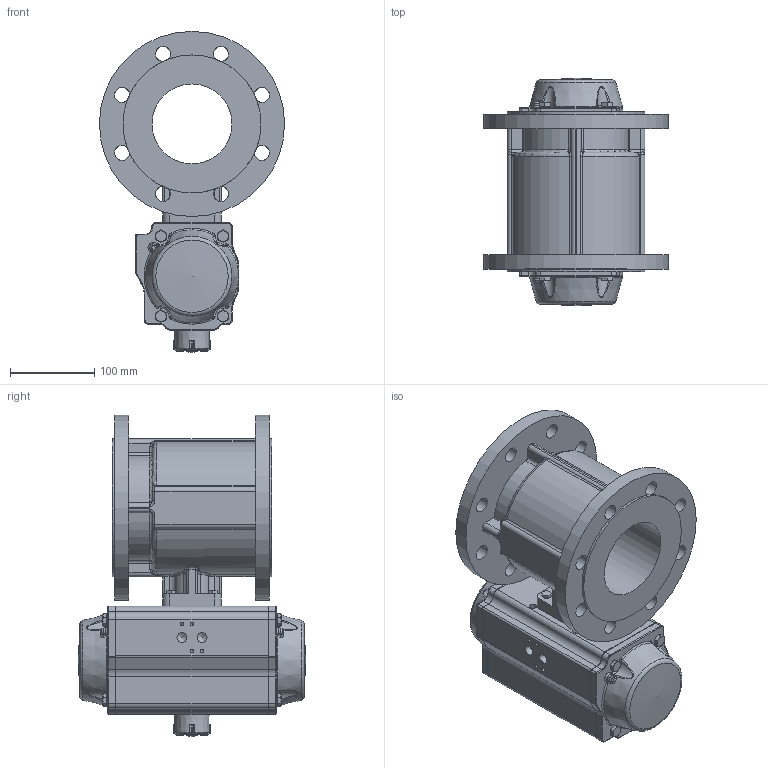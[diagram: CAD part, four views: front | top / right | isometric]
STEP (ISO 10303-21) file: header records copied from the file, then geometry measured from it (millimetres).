
FILE_DESCRIPTION(/* description */ ('Unknown'),/* implementation_level */ '2;1');
FILE_NAME(/* name */ 'DW06 0909-12',/* time_stamp */ '2022-11-15T10:36:00+01:00',/* author */ ('Unknown'),/* organization */ ('Unknown'),/* preprocessor_version */ 'ST-DEVELOPER v16.7',/* originating_system */ 'Solid Edge',/* authorisation */ 'Unknown');
FILE_SCHEMA (('AUTOMOTIVE_DESIGN {1 0 10303 214 3 1 1}'));
Length unit declared in the file: millimetre
Products named in the file (13): DW160-4.150_160.100; 4.150_160.100; DIN558_M_6x30.1.3; DW06_FR05_(DW160_FR119); ____; ________(___________; _____________; ______; Deckel 1; hexagon head bolts--product grade c gb_GB_FASTENER_BOLT_HHBC M8X40-N; cup head nib bolts with large head gb_GB_FASTENER_BOLT_CHNBW M6X25-N; KP-100; Deckel 2
Assembly tree (24 placements, depth 4):
  DW160-4.150_160.100
    4.150_160.100
    DIN558_M_6x30.1.3  x4
    DW06_FR05_(DW160_FR119)
      ____
        ________(___________  x2
        _____________  x2
        ______
      Deckel 1
      hexagon head bolts--product grade c gb_GB_FASTENER_BOLT_HHBC M8X40-N  x8
      cup head nib bolts with large head gb_GB_FASTENER_BOLT_CHNBW M6X25-N
      KP-100
      Deckel 2
Bounding box: 220 x 270.2 x 381.81 mm (x, y, z)
Volume: 6311048.1 mm3; surface area: 529234.1 mm2
Topology: 22 solids, 23 shells, 1269 faces, 3056 edges, 1833 vertices
Faces by surface type: cylinder 412, plane 405, bspline 184, cone 128, torus 127, sphere 13
Full cylindrical faces by diameter (mm): 2.6 x2, 3 x16, 3.3 x8, 4.2 x8, 4.66 x1, 5 x1, 6 x5, 6.2 x1, 6.647 x2, 6.8 x16, 8 x8, 8.5 x8, 11.8 x2, 18 x16, 24.6 x2, 26.8 x1, 37.2 x1, 38.5 x1, 45 x1, 95 x1, 164 x2, 220 x2
Entity records: 35707 total; most frequent: CARTESIAN_POINT 12326, DIRECTION 4436, ORIENTED_EDGE 4300, EDGE_CURVE 2150, AXIS2_PLACEMENT_3D 1806, VERTEX_POINT 1380, FACE_BOUND 1190, EDGE_LOOP 1164
